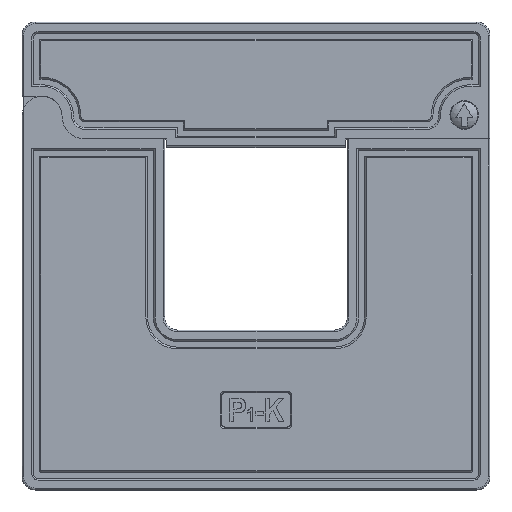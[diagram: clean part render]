
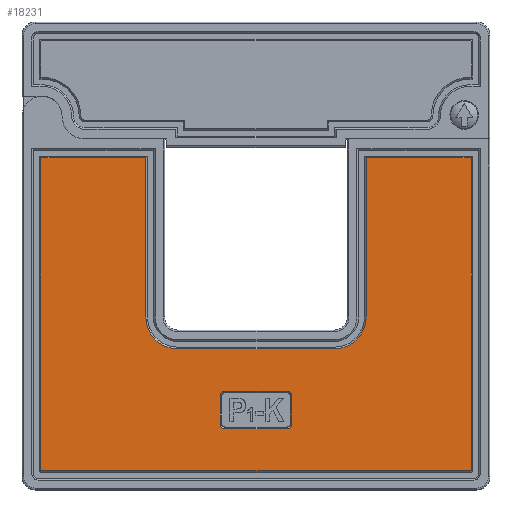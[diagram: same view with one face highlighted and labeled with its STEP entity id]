
A CAD part, top view. The second image highlights one B-rep face of the part: STEP entity #18231.
In plain terms, the highlighted planar face has unit normal (0, 0, 1).
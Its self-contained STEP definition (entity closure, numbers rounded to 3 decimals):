
#366=FACE_BOUND('',#2411,.T.);
#503=PLANE('',#19431);
#1380=FACE_OUTER_BOUND('',#2410,.T.);
#2410=EDGE_LOOP('',(#13363,#13364,#13365,#13366,#13367,#13368,#13369,#13370,
#13371,#13372,#13373,#13374));
#2411=EDGE_LOOP('',(#13375,#13376,#13377,#13378,#13379,#13380,#13381,#13382));
#3776=LINE('',#26721,#5886);
#3777=LINE('',#26725,#5887);
#3778=LINE('',#26727,#5888);
#3779=LINE('',#26729,#5889);
#3780=LINE('',#26733,#5890);
#3781=LINE('',#26737,#5891);
#3782=LINE('',#26739,#5892);
#3783=LINE('',#26741,#5893);
#3784=LINE('',#26747,#5894);
#3785=LINE('',#26751,#5895);
#3786=LINE('',#26755,#5896);
#3787=LINE('',#26758,#5897);
#5886=VECTOR('',#21478,1000.);
#5887=VECTOR('',#21481,1000.);
#5888=VECTOR('',#21482,1000.);
#5889=VECTOR('',#21483,1000.);
#5890=VECTOR('',#21486,1000.);
#5891=VECTOR('',#21489,1000.);
#5892=VECTOR('',#21490,1000.);
#5893=VECTOR('',#21491,1000.);
#5894=VECTOR('',#21496,1000.);
#5895=VECTOR('',#21499,1000.);
#5896=VECTOR('',#21502,1000.);
#5897=VECTOR('',#21505,1000.);
#7672=CIRCLE('',#19432,0.1);
#7673=CIRCLE('',#19433,5.6);
#7674=CIRCLE('',#19434,5.6);
#7675=CIRCLE('',#19435,0.1);
#7676=CIRCLE('',#19436,0.8);
#7677=CIRCLE('',#19437,0.8);
#7678=CIRCLE('',#19438,0.8);
#7679=CIRCLE('',#19439,0.8);
#8433=VERTEX_POINT('',#26719);
#8434=VERTEX_POINT('',#26720);
#8435=VERTEX_POINT('',#26722);
#8436=VERTEX_POINT('',#26724);
#8437=VERTEX_POINT('',#26726);
#8438=VERTEX_POINT('',#26728);
#8439=VERTEX_POINT('',#26730);
#8440=VERTEX_POINT('',#26732);
#8441=VERTEX_POINT('',#26734);
#8442=VERTEX_POINT('',#26736);
#8443=VERTEX_POINT('',#26738);
#8444=VERTEX_POINT('',#26740);
#8445=VERTEX_POINT('',#26743);
#8446=VERTEX_POINT('',#26744);
#8447=VERTEX_POINT('',#26746);
#8448=VERTEX_POINT('',#26748);
#8449=VERTEX_POINT('',#26750);
#8450=VERTEX_POINT('',#26752);
#8451=VERTEX_POINT('',#26754);
#8452=VERTEX_POINT('',#26756);
#10354=EDGE_CURVE('',#8433,#8434,#3776,.T.);
#10355=EDGE_CURVE('',#8434,#8435,#7672,.T.);
#10356=EDGE_CURVE('',#8435,#8436,#3777,.T.);
#10357=EDGE_CURVE('',#8436,#8437,#3778,.T.);
#10358=EDGE_CURVE('',#8437,#8438,#3779,.T.);
#10359=EDGE_CURVE('',#8438,#8439,#7673,.T.);
#10360=EDGE_CURVE('',#8439,#8440,#3780,.T.);
#10361=EDGE_CURVE('',#8440,#8441,#7674,.T.);
#10362=EDGE_CURVE('',#8441,#8442,#3781,.T.);
#10363=EDGE_CURVE('',#8442,#8443,#3782,.T.);
#10364=EDGE_CURVE('',#8443,#8444,#3783,.T.);
#10365=EDGE_CURVE('',#8444,#8433,#7675,.T.);
#10366=EDGE_CURVE('',#8445,#8446,#7676,.T.);
#10367=EDGE_CURVE('',#8446,#8447,#3784,.T.);
#10368=EDGE_CURVE('',#8447,#8448,#7677,.T.);
#10369=EDGE_CURVE('',#8448,#8449,#3785,.T.);
#10370=EDGE_CURVE('',#8449,#8450,#7678,.T.);
#10371=EDGE_CURVE('',#8450,#8451,#3786,.T.);
#10372=EDGE_CURVE('',#8451,#8452,#7679,.T.);
#10373=EDGE_CURVE('',#8452,#8445,#3787,.T.);
#13363=ORIENTED_EDGE('',*,*,#10354,.T.);
#13364=ORIENTED_EDGE('',*,*,#10355,.T.);
#13365=ORIENTED_EDGE('',*,*,#10356,.T.);
#13366=ORIENTED_EDGE('',*,*,#10357,.T.);
#13367=ORIENTED_EDGE('',*,*,#10358,.T.);
#13368=ORIENTED_EDGE('',*,*,#10359,.T.);
#13369=ORIENTED_EDGE('',*,*,#10360,.T.);
#13370=ORIENTED_EDGE('',*,*,#10361,.T.);
#13371=ORIENTED_EDGE('',*,*,#10362,.T.);
#13372=ORIENTED_EDGE('',*,*,#10363,.T.);
#13373=ORIENTED_EDGE('',*,*,#10364,.T.);
#13374=ORIENTED_EDGE('',*,*,#10365,.T.);
#13375=ORIENTED_EDGE('',*,*,#10366,.T.);
#13376=ORIENTED_EDGE('',*,*,#10367,.T.);
#13377=ORIENTED_EDGE('',*,*,#10368,.T.);
#13378=ORIENTED_EDGE('',*,*,#10369,.T.);
#13379=ORIENTED_EDGE('',*,*,#10370,.T.);
#13380=ORIENTED_EDGE('',*,*,#10371,.T.);
#13381=ORIENTED_EDGE('',*,*,#10372,.T.);
#13382=ORIENTED_EDGE('',*,*,#10373,.T.);
#18231=ADVANCED_FACE('',(#1380,#366),#503,.T.);
#19431=AXIS2_PLACEMENT_3D('',#26718,#21476,#21477);
#19432=AXIS2_PLACEMENT_3D('',#26723,#21479,#21480);
#19433=AXIS2_PLACEMENT_3D('',#26731,#21484,#21485);
#19434=AXIS2_PLACEMENT_3D('',#26735,#21487,#21488);
#19435=AXIS2_PLACEMENT_3D('',#26742,#21492,#21493);
#19436=AXIS2_PLACEMENT_3D('',#26745,#21494,#21495);
#19437=AXIS2_PLACEMENT_3D('',#26749,#21497,#21498);
#19438=AXIS2_PLACEMENT_3D('',#26753,#21500,#21501);
#19439=AXIS2_PLACEMENT_3D('',#26757,#21503,#21504);
#21476=DIRECTION('center_axis',(0.,0.,1.));
#21477=DIRECTION('ref_axis',(1.,0.,0.));
#21478=DIRECTION('',(1.,0.,0.));
#21479=DIRECTION('center_axis',(0.,0.,1.));
#21480=DIRECTION('ref_axis',(1.,0.,0.));
#21481=DIRECTION('',(0.,1.,0.));
#21482=DIRECTION('',(-1.,0.,0.));
#21483=DIRECTION('',(0.,-1.,0.));
#21484=DIRECTION('center_axis',(0.,0.,-1.));
#21485=DIRECTION('ref_axis',(1.,0.,0.));
#21486=DIRECTION('',(-1.,0.,0.));
#21487=DIRECTION('center_axis',(0.,0.,-1.));
#21488=DIRECTION('ref_axis',(1.,0.,0.));
#21489=DIRECTION('',(0.,1.,0.));
#21490=DIRECTION('',(-1.,0.,0.));
#21491=DIRECTION('',(0.,-1.,0.));
#21492=DIRECTION('center_axis',(0.,0.,1.));
#21493=DIRECTION('ref_axis',(1.,0.,0.));
#21494=DIRECTION('center_axis',(0.,0.,-1.));
#21495=DIRECTION('ref_axis',(1.,0.,0.));
#21496=DIRECTION('',(0.,-1.,0.));
#21497=DIRECTION('center_axis',(0.,0.,-1.));
#21498=DIRECTION('ref_axis',(1.,0.,0.));
#21499=DIRECTION('',(-1.,0.,0.));
#21500=DIRECTION('center_axis',(0.,0.,-1.));
#21501=DIRECTION('ref_axis',(1.,0.,0.));
#21502=DIRECTION('',(0.,1.,0.));
#21503=DIRECTION('center_axis',(0.,0.,-1.));
#21504=DIRECTION('ref_axis',(1.,0.,0.));
#21505=DIRECTION('',(1.,0.,0.));
#26718=CARTESIAN_POINT('Origin',(-41.,-31.,11.));
#26719=CARTESIAN_POINT('',(-37.6,-27.7,11.));
#26720=CARTESIAN_POINT('',(37.6,-27.7,11.));
#26721=CARTESIAN_POINT('',(-41.,-27.7,11.));
#26722=CARTESIAN_POINT('',(37.7,-27.6,11.));
#26723=CARTESIAN_POINT('Origin',(37.6,-27.6,11.));
#26724=CARTESIAN_POINT('',(37.7,27.2,11.));
#26725=CARTESIAN_POINT('',(37.7,-31.,11.));
#26726=CARTESIAN_POINT('',(19.3,27.2,11.));
#26727=CARTESIAN_POINT('',(-41.,27.2,11.));
#26728=CARTESIAN_POINT('',(19.3,-0.7,11.));
#26729=CARTESIAN_POINT('',(19.3,-31.,11.));
#26730=CARTESIAN_POINT('',(13.7,-6.3,11.));
#26731=CARTESIAN_POINT('Origin',(13.7,-0.7,11.));
#26732=CARTESIAN_POINT('',(-13.7,-6.3,11.));
#26733=CARTESIAN_POINT('',(-41.,-6.3,11.));
#26734=CARTESIAN_POINT('',(-19.3,-0.7,11.));
#26735=CARTESIAN_POINT('Origin',(-13.7,-0.7,11.));
#26736=CARTESIAN_POINT('',(-19.3,27.2,11.));
#26737=CARTESIAN_POINT('',(-19.3,-31.,11.));
#26738=CARTESIAN_POINT('',(-37.7,27.2,11.));
#26739=CARTESIAN_POINT('',(-41.,27.2,11.));
#26740=CARTESIAN_POINT('',(-37.7,-27.6,11.));
#26741=CARTESIAN_POINT('',(-37.7,-31.,11.));
#26742=CARTESIAN_POINT('Origin',(-37.6,-27.6,11.));
#26743=CARTESIAN_POINT('',(5.5,-13.7,11.));
#26744=CARTESIAN_POINT('',(6.3,-14.5,11.));
#26745=CARTESIAN_POINT('Origin',(5.5,-14.5,11.));
#26746=CARTESIAN_POINT('',(6.3,-19.5,11.));
#26747=CARTESIAN_POINT('',(6.3,-19.5,11.));
#26748=CARTESIAN_POINT('',(5.5,-20.3,11.));
#26749=CARTESIAN_POINT('Origin',(5.5,-19.5,11.));
#26750=CARTESIAN_POINT('',(-5.5,-20.3,11.));
#26751=CARTESIAN_POINT('',(-5.5,-20.3,11.));
#26752=CARTESIAN_POINT('',(-6.3,-19.5,11.));
#26753=CARTESIAN_POINT('Origin',(-5.5,-19.5,11.));
#26754=CARTESIAN_POINT('',(-6.3,-14.5,11.));
#26755=CARTESIAN_POINT('',(-6.3,-14.5,11.));
#26756=CARTESIAN_POINT('',(-5.5,-13.7,11.));
#26757=CARTESIAN_POINT('Origin',(-5.5,-14.5,11.));
#26758=CARTESIAN_POINT('',(5.5,-13.7,11.));
